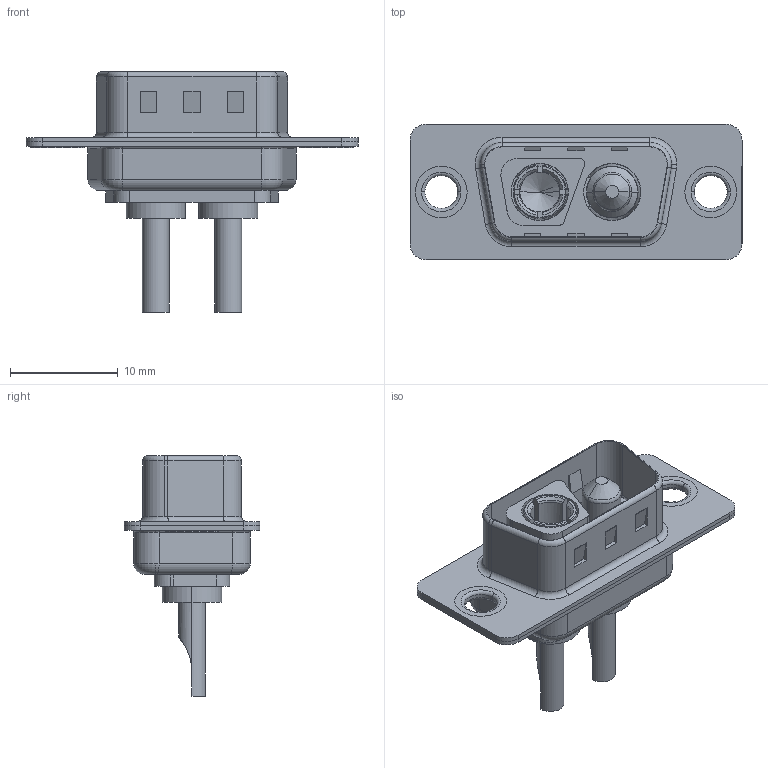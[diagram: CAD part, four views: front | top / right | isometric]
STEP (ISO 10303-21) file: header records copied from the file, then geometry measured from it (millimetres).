
FILE_DESCRIPTION (( 'STEP AP203' ), '1' );
FILE_NAME ('627-2WK2622-1T1.STEP', '2019-05-24T03:09:39', ( '' ), ( '' ), 'SwSTEP 2.0', 'SolidWorks 2016', '' );
FILE_SCHEMA (( 'CONFIG_CONTROL_DESIGN' ));
Length unit declared in the file: millimetre
Products named in the file (7): Power Socket_10A SC; Power Pin_10A SC; 627-2WK2622-1T1; 627Combo Housing_2WK2; 627Combo Shell Rear_09 Contacts; 627Combo Shell Front_09 Contacts; 627Combo Thru Hole Rivet
Assembly tree (7 placements, depth 2):
  627-2WK2622-1T1
    627Combo Housing_2WK2
    627Combo Shell Rear_09 Contacts
    627Combo Shell Front_09 Contacts
    627Combo Thru Hole Rivet  x2
    Power Socket_10A SC
    Power Pin_10A SC
Bounding box: 30.8 x 12.6 x 22.3 mm (x, y, z)
Volume: 1462.1 mm3; surface area: 3900.1 mm2
Topology: 9 solids, 9 shells, 413 faces, 1014 edges, 631 vertices
Faces by surface type: cylinder 166, plane 155, torus 64, cone 24, bspline 4
Entity records: 12758 total; most frequent: CARTESIAN_POINT 2434, DIRECTION 2124, ORIENTED_EDGE 1928, EDGE_CURVE 964, AXIS2_PLACEMENT_3D 820, VERTEX_POINT 607, LINE 484, VECTOR 484
